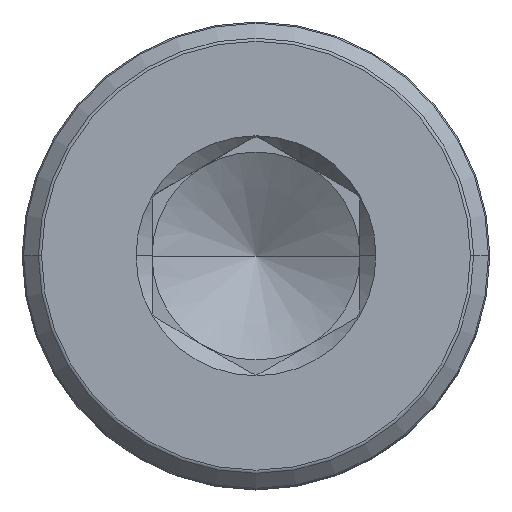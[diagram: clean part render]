
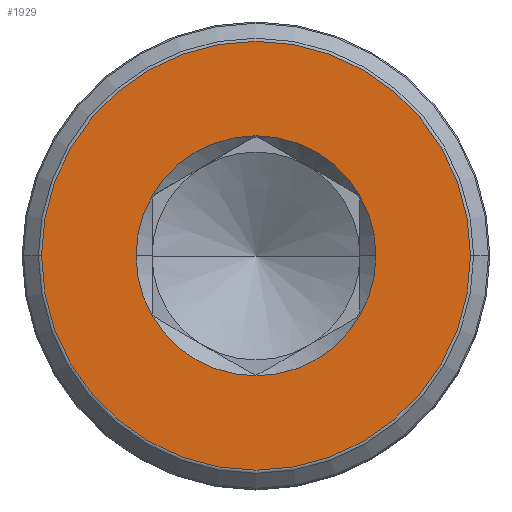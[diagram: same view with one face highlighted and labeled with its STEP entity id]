
A CAD part, top view. The second image highlights one B-rep face of the part: STEP entity #1929.
In plain terms, the highlighted planar face has unit normal (0, 0, 1).
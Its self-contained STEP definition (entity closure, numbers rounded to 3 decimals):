
#33 = EDGE_CURVE ( 'NONE', #5074, #1642, #82, .T. ) ;
#82 = CIRCLE ( 'NONE', #5830, 1.155 ) ;
#368 = FACE_OUTER_BOUND ( 'NONE', #6272, .T. ) ;
#377 = DIRECTION ( 'NONE',  ( 1., 0., 0. ) ) ;
#463 = EDGE_CURVE ( 'NONE', #1642, #5074, #5948, .T. ) ;
#640 = CARTESIAN_POINT ( 'NONE',  ( 2.064, 0., 7.25 ) ) ;
#830 = CARTESIAN_POINT ( 'NONE',  ( -2.064, 0., 7.25 ) ) ;
#1065 = DIRECTION ( 'NONE',  ( 0., 0., -1. ) ) ;
#1437 = DIRECTION ( 'NONE',  ( 0., 0., 1. ) ) ;
#1522 = ORIENTED_EDGE ( 'NONE', *, *, #2761, .T. ) ;
#1642 = VERTEX_POINT ( 'NONE', #4282 ) ;
#1720 = VERTEX_POINT ( 'NONE', #830 ) ;
#1771 = ORIENTED_EDGE ( 'NONE', *, *, #463, .F. ) ;
#1786 = AXIS2_PLACEMENT_3D ( 'NONE', #5959, #1437, #377 ) ;
#1929 = ADVANCED_FACE ( 'NONE', ( #4428, #368 ), #2519, .F. ) ;
#2519 = PLANE ( 'NONE',  #3612 ) ;
#2761 = EDGE_CURVE ( 'NONE', #3151, #1720, #4195, .T. ) ;
#2792 = CARTESIAN_POINT ( 'NONE',  ( 0., 0., 7.25 ) ) ;
#2927 = DIRECTION ( 'NONE',  ( 0., 0., 1. ) ) ;
#2980 = AXIS2_PLACEMENT_3D ( 'NONE', #3770, #4882, #5306 ) ;
#3151 = VERTEX_POINT ( 'NONE', #640 ) ;
#3154 = EDGE_LOOP ( 'NONE', ( #3441, #1771 ) ) ;
#3441 = ORIENTED_EDGE ( 'NONE', *, *, #33, .F. ) ;
#3612 = AXIS2_PLACEMENT_3D ( 'NONE', #4135, #1065, #5126 ) ;
#3770 = CARTESIAN_POINT ( 'NONE',  ( 0., 0., 7.25 ) ) ;
#4135 = CARTESIAN_POINT ( 'NONE',  ( 0., 2.064, 7.25 ) ) ;
#4195 = CIRCLE ( 'NONE', #6379, 2.064 ) ;
#4282 = CARTESIAN_POINT ( 'NONE',  ( -1.155, 0., 7.25 ) ) ;
#4428 = FACE_BOUND ( 'NONE', #3154, .T. ) ;
#4547 = CARTESIAN_POINT ( 'NONE',  ( 0., 0., 7.25 ) ) ;
#4882 = DIRECTION ( 'NONE',  ( 0., 0., 1. ) ) ;
#5074 = VERTEX_POINT ( 'NONE', #6657 ) ;
#5126 = DIRECTION ( 'NONE',  ( -1., 0., 0. ) ) ;
#5306 = DIRECTION ( 'NONE',  ( 1., 0., 0. ) ) ;
#5310 = ORIENTED_EDGE ( 'NONE', *, *, #6220, .T. ) ;
#5377 = DIRECTION ( 'NONE',  ( 1., 0., 0. ) ) ;
#5830 = AXIS2_PLACEMENT_3D ( 'NONE', #2792, #6429, #5377 ) ;
#5948 = CIRCLE ( 'NONE', #1786, 1.155 ) ;
#5959 = CARTESIAN_POINT ( 'NONE',  ( 0., 0., 7.25 ) ) ;
#6220 = EDGE_CURVE ( 'NONE', #1720, #3151, #6292, .T. ) ;
#6272 = EDGE_LOOP ( 'NONE', ( #1522, #5310 ) ) ;
#6292 = CIRCLE ( 'NONE', #2980, 2.064 ) ;
#6379 = AXIS2_PLACEMENT_3D ( 'NONE', #4547, #2927, #6544 ) ;
#6429 = DIRECTION ( 'NONE',  ( 0., 0., 1. ) ) ;
#6544 = DIRECTION ( 'NONE',  ( 1., 0., 0. ) ) ;
#6657 = CARTESIAN_POINT ( 'NONE',  ( 1.155, 0., 7.25 ) ) ;
